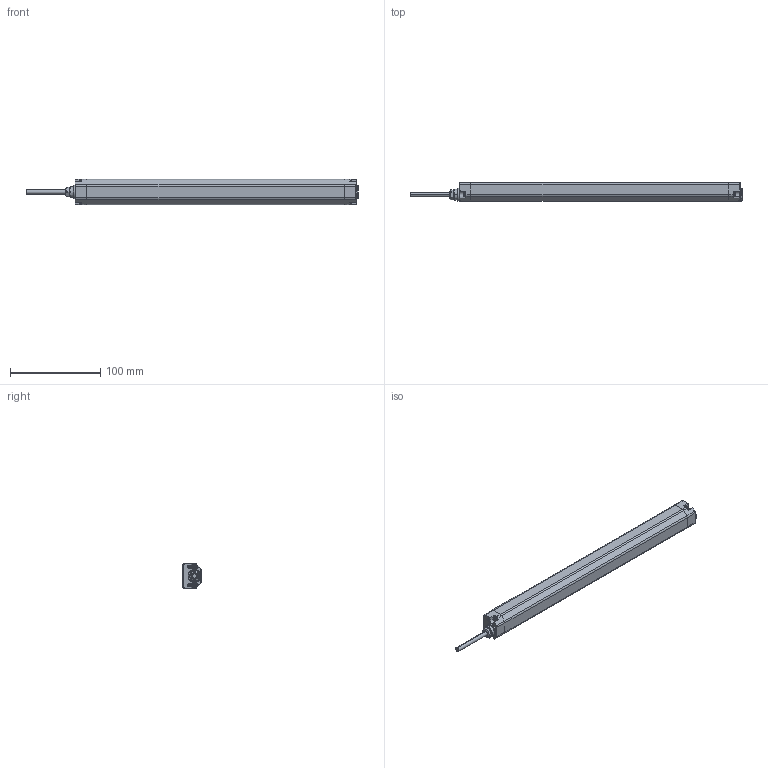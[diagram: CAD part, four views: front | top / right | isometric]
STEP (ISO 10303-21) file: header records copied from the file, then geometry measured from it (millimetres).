
FILE_DESCRIPTION((''),'2;1');
FILE_NAME('154521_SM01_ASM','2025-10-10T09:12:05',('banengservice'),('BANNER ENGINEERING'),'CREO PARAMETRIC BY PTC INC, 2022414','CREO PARAMETRIC BY PTC INC, 2022414','');
FILE_SCHEMA(('CONFIG_CONTROL_DESIGN'));
Products named in the file (3): 154521_EP01; CABLE_190; 154521_SM01_ASM
Assembly tree (2 placements, depth 2):
  154521_SM01_ASM
    154521_EP01
    CABLE_190
Bounding box: 368.5 x 21 x 28 mm (x, y, z)
Volume: 167189.9 mm3; surface area: 32108.5 mm2
Topology: 2 solids, 2 shells, 340 faces, 851 edges, 523 vertices
Faces by surface type: plane 124, cylinder 120, cone 58, torus 28, sphere 8, bspline 2
Entity records: 11376 total; most frequent: CARTESIAN_POINT 3057, DIRECTION 1816, ORIENTED_EDGE 1686, EDGE_CURVE 843, AXIS2_PLACEMENT_3D 682, VERTEX_POINT 523, VECTOR 452, LINE 452
